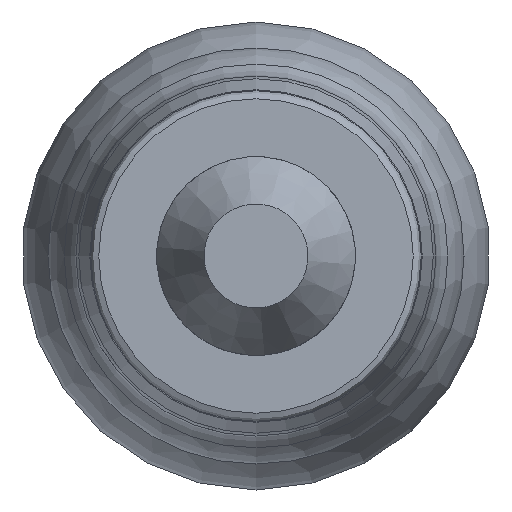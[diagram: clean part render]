
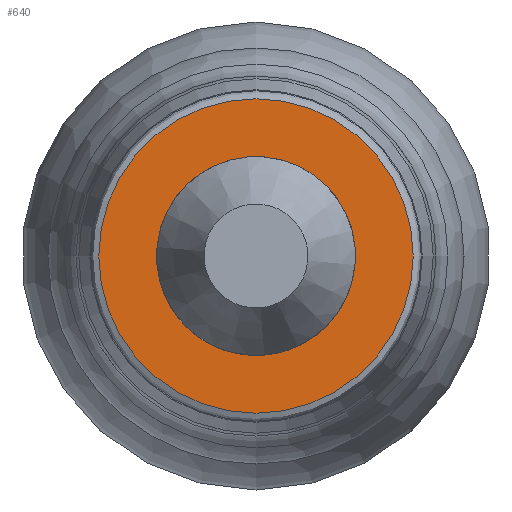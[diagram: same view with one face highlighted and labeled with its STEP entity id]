
A CAD part, left-side view. The second image highlights one B-rep face of the part: STEP entity #640.
In plain terms, the highlighted planar face has unit normal (-1, 0, 0).
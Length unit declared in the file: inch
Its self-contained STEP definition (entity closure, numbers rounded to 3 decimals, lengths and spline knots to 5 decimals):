
#1 = CARTESIAN_POINT ( 'NONE',  ( 0., 0., 0. ) ) ;
#8 = DIRECTION ( 'NONE',  ( 0., 0., 1. ) ) ;
#11 = CARTESIAN_POINT ( 'NONE',  ( 0., 0., 0. ) ) ;
#45 = DIRECTION ( 'NONE',  ( 0., 0., -1. ) ) ;
#78 = DIRECTION ( 'NONE',  ( 0., 0., -1. ) ) ;
#81 = VERTEX_POINT ( 'NONE', #658 ) ;
#154 = CARTESIAN_POINT ( 'NONE',  ( 0., 0., -0.01243 ) ) ;
#156 = FACE_BOUND ( 'NONE', #720, .T. ) ;
#169 = EDGE_CURVE ( 'NONE', #205, #205, #247, .T. ) ;
#205 = VERTEX_POINT ( 'NONE', #154 ) ;
#228 = EDGE_LOOP ( 'NONE', ( #320 ) ) ;
#247 = CIRCLE ( 'NONE', #649, 0.01243 ) ;
#303 = DIRECTION ( 'NONE',  ( -1., 0., 0. ) ) ;
#320 = ORIENTED_EDGE ( 'NONE', *, *, #409, .T. ) ;
#337 = PLANE ( 'NONE',  #480 ) ;
#343 = CIRCLE ( 'NONE', #676, 0.01965 ) ;
#409 = EDGE_CURVE ( 'NONE', #81, #81, #343, .T. ) ;
#455 = DIRECTION ( 'NONE',  ( 1., 0., 0. ) ) ;
#480 = AXIS2_PLACEMENT_3D ( 'NONE', #679, #455, #45 ) ;
#615 = FACE_OUTER_BOUND ( 'NONE', #228, .T. ) ;
#640 = ADVANCED_FACE ( 'NONE', ( #156, #615 ), #337, .F. ) ;
#649 = AXIS2_PLACEMENT_3D ( 'NONE', #11, #303, #78 ) ;
#655 = ORIENTED_EDGE ( 'NONE', *, *, #169, .F. ) ;
#658 = CARTESIAN_POINT ( 'NONE',  ( 0., 0., 0.01965 ) ) ;
#676 = AXIS2_PLACEMENT_3D ( 'NONE', #1, #680, #8 ) ;
#679 = CARTESIAN_POINT ( 'NONE',  ( 0., 0.018, 0. ) ) ;
#680 = DIRECTION ( 'NONE',  ( -1., 0., 0. ) ) ;
#720 = EDGE_LOOP ( 'NONE', ( #655 ) ) ;
